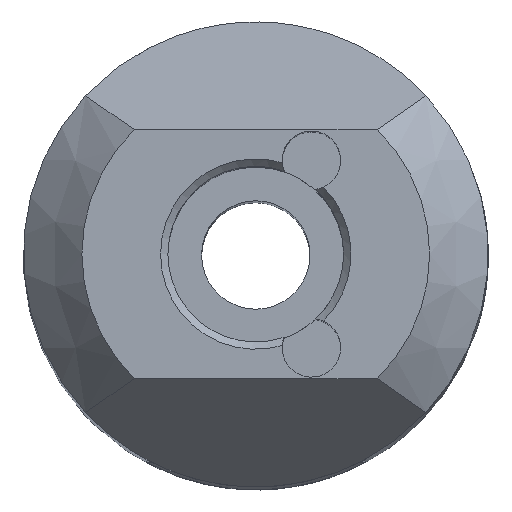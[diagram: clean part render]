
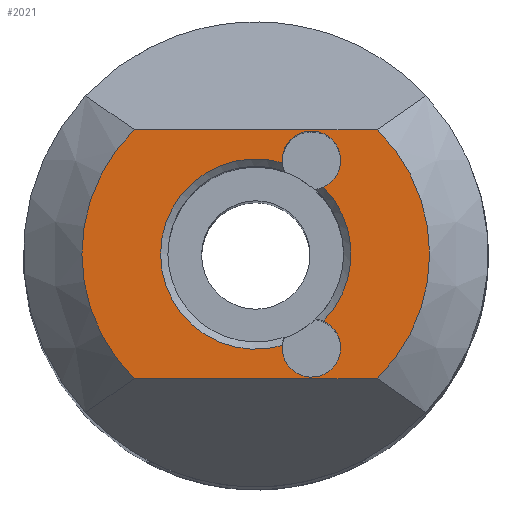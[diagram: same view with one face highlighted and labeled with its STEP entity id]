
A CAD part, top view. The second image highlights one B-rep face of the part: STEP entity #2021.
In plain terms, the highlighted planar face has unit normal (0, 0, 1).
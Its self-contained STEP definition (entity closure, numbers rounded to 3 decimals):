
#16 = CIRCLE ( 'NONE', #1635, 5.935 ) ;
#43 = CARTESIAN_POINT ( 'NONE',  ( -7.935, -4.25, 75. ) ) ;
#47 = CIRCLE ( 'NONE', #2051, 3.25 ) ;
#52 = PLANE ( 'NONE',  #445 ) ;
#63 = DIRECTION ( 'NONE',  ( 0., 0., 1. ) ) ;
#65 = EDGE_CURVE ( 'NONE', #1438, #1995, #191, .T. ) ;
#156 = CARTESIAN_POINT ( 'NONE',  ( 4.143, 4.25, 75. ) ) ;
#178 = CARTESIAN_POINT ( 'NONE',  ( 2.309, -2.287, 75. ) ) ;
#191 = CIRCLE ( 'NONE', #555, 5.935 ) ;
#201 = VECTOR ( 'NONE', #839, 1000. ) ;
#213 = CARTESIAN_POINT ( 'NONE',  ( -4.143, -4.25, 75. ) ) ;
#232 = DIRECTION ( 'NONE',  ( 0., 0., -1. ) ) ;
#264 = VERTEX_POINT ( 'NONE', #640 ) ;
#291 = DIRECTION ( 'NONE',  ( 0., 0., -1. ) ) ;
#335 = ORIENTED_EDGE ( 'NONE', *, *, #2042, .T. ) ;
#349 = VERTEX_POINT ( 'NONE', #1284 ) ;
#445 = AXIS2_PLACEMENT_3D ( 'NONE', #1970, #534, #1346 ) ;
#501 = CIRCLE ( 'NONE', #1310, 1. ) ;
#534 = DIRECTION ( 'NONE',  ( 0., 0., 1. ) ) ;
#544 = FACE_BOUND ( 'NONE', #774, .T. ) ;
#552 = DIRECTION ( 'NONE',  ( 0., 0., 1. ) ) ;
#555 = AXIS2_PLACEMENT_3D ( 'NONE', #1524, #63, #865 ) ;
#579 = AXIS2_PLACEMENT_3D ( 'NONE', #1925, #291, #1913 ) ;
#601 = CARTESIAN_POINT ( 'NONE',  ( 0., 0., 75. ) ) ;
#618 = ORIENTED_EDGE ( 'NONE', *, *, #1466, .T. ) ;
#640 = CARTESIAN_POINT ( 'NONE',  ( 0.903, -3.122, 75. ) ) ;
#664 = VERTEX_POINT ( 'NONE', #178 ) ;
#700 = CARTESIAN_POINT ( 'NONE',  ( 0., 0., 75. ) ) ;
#751 = VECTOR ( 'NONE', #1510, 1000. ) ;
#774 = EDGE_LOOP ( 'NONE', ( #1261, #335, #1894, #1003 ) ) ;
#793 = AXIS2_PLACEMENT_3D ( 'NONE', #1329, #552, #1957 ) ;
#839 = DIRECTION ( 'NONE',  ( 1., 0., 0. ) ) ;
#851 = ORIENTED_EDGE ( 'NONE', *, *, #1249, .F. ) ;
#865 = DIRECTION ( 'NONE',  ( 1., 0., 0. ) ) ;
#874 = CARTESIAN_POINT ( 'NONE',  ( -7.935, 4.25, 75. ) ) ;
#876 = DIRECTION ( 'NONE',  ( 1., 0., 0. ) ) ;
#879 = EDGE_CURVE ( 'NONE', #1995, #880, #969, .T. ) ;
#880 = VERTEX_POINT ( 'NONE', #1485 ) ;
#966 = DIRECTION ( 'NONE',  ( 0., 0., 1. ) ) ;
#969 = LINE ( 'NONE', #43, #201 ) ;
#1003 = ORIENTED_EDGE ( 'NONE', *, *, #1948, .T. ) ;
#1059 = EDGE_CURVE ( 'NONE', #1736, #349, #501, .T. ) ;
#1067 = CARTESIAN_POINT ( 'NONE',  ( -4.143, 4.25, 75. ) ) ;
#1105 = VERTEX_POINT ( 'NONE', #156 ) ;
#1146 = CIRCLE ( 'NONE', #793, 1. ) ;
#1249 = EDGE_CURVE ( 'NONE', #1438, #1105, #1654, .T. ) ;
#1261 = ORIENTED_EDGE ( 'NONE', *, *, #1059, .F. ) ;
#1276 = CARTESIAN_POINT ( 'NONE',  ( 1.9, 3.2, 75. ) ) ;
#1284 = CARTESIAN_POINT ( 'NONE',  ( 0.903, 3.122, 75. ) ) ;
#1310 = AXIS2_PLACEMENT_3D ( 'NONE', #1276, #966, #1615 ) ;
#1329 = CARTESIAN_POINT ( 'NONE',  ( 1.9, -3.2, 75. ) ) ;
#1334 = ORIENTED_EDGE ( 'NONE', *, *, #65, .T. ) ;
#1346 = DIRECTION ( 'NONE',  ( 1., 0., 0. ) ) ;
#1355 = CIRCLE ( 'NONE', #579, 3.25 ) ;
#1368 = EDGE_CURVE ( 'NONE', #264, #664, #1146, .T. ) ;
#1438 = VERTEX_POINT ( 'NONE', #1067 ) ;
#1466 = EDGE_CURVE ( 'NONE', #880, #1105, #16, .T. ) ;
#1485 = CARTESIAN_POINT ( 'NONE',  ( 4.143, -4.25, 75. ) ) ;
#1496 = FACE_OUTER_BOUND ( 'NONE', #1748, .T. ) ;
#1510 = DIRECTION ( 'NONE',  ( 1., 0., 0. ) ) ;
#1524 = CARTESIAN_POINT ( 'NONE',  ( 0., 0., 75. ) ) ;
#1615 = DIRECTION ( 'NONE',  ( 1., 0., 0. ) ) ;
#1635 = AXIS2_PLACEMENT_3D ( 'NONE', #601, #1744, #2043 ) ;
#1654 = LINE ( 'NONE', #874, #751 ) ;
#1659 = CARTESIAN_POINT ( 'NONE',  ( 2.309, 2.287, 75. ) ) ;
#1736 = VERTEX_POINT ( 'NONE', #1659 ) ;
#1744 = DIRECTION ( 'NONE',  ( 0., 0., 1. ) ) ;
#1748 = EDGE_LOOP ( 'NONE', ( #1758, #618, #851, #1334 ) ) ;
#1758 = ORIENTED_EDGE ( 'NONE', *, *, #879, .T. ) ;
#1894 = ORIENTED_EDGE ( 'NONE', *, *, #1368, .F. ) ;
#1913 = DIRECTION ( 'NONE',  ( 1., 0., 0. ) ) ;
#1925 = CARTESIAN_POINT ( 'NONE',  ( 0., 0., 75. ) ) ;
#1948 = EDGE_CURVE ( 'NONE', #264, #349, #1355, .T. ) ;
#1957 = DIRECTION ( 'NONE',  ( 1., 0., 0. ) ) ;
#1970 = CARTESIAN_POINT ( 'NONE',  ( 0., 0., 75. ) ) ;
#1995 = VERTEX_POINT ( 'NONE', #213 ) ;
#2021 = ADVANCED_FACE ( 'NONE', ( #1496, #544 ), #52, .T. ) ;
#2042 = EDGE_CURVE ( 'NONE', #1736, #664, #47, .T. ) ;
#2043 = DIRECTION ( 'NONE',  ( 1., 0., 0. ) ) ;
#2051 = AXIS2_PLACEMENT_3D ( 'NONE', #700, #232, #876 ) ;
